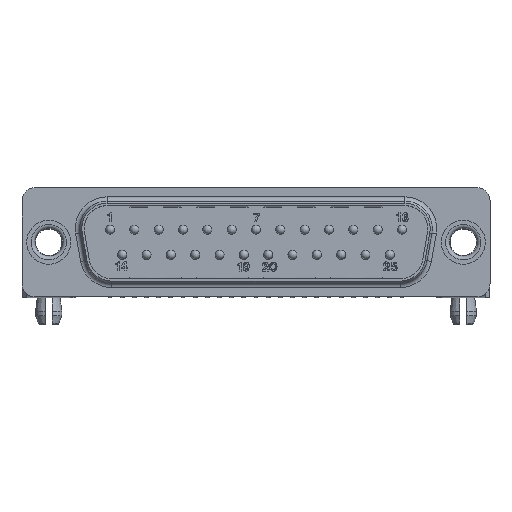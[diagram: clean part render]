
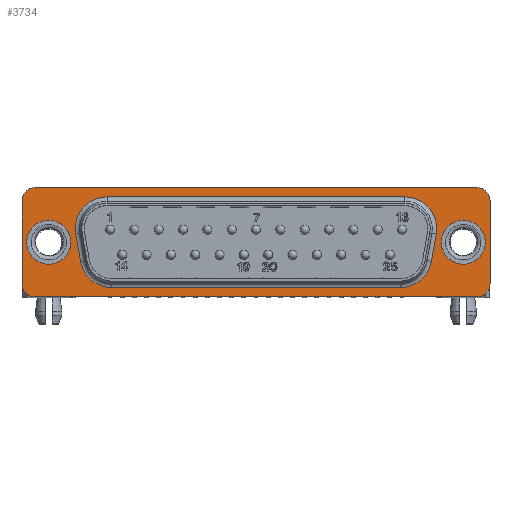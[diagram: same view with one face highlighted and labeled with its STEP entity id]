
A CAD part, top view. The second image highlights one B-rep face of the part: STEP entity #3734.
In plain terms, the highlighted face is planar.
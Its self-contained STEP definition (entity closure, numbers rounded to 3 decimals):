
#3734 = ADVANCED_FACE( '', ( #7545, #7546, #7547, #7548 ), #7549, .F. );
#7545 = FACE_OUTER_BOUND( '', #11362, .T. );
#7546 = FACE_BOUND( '', #11363, .T. );
#7547 = FACE_BOUND( '', #11364, .T. );
#7548 = FACE_BOUND( '', #11365, .T. );
#7549 = PLANE( '', #11366 );
#11362 = EDGE_LOOP( '', ( #21849, #21850, #21851, #21852, #21853, #21854, #21855, #21856 ) );
#11363 = EDGE_LOOP( '', ( #21857 ) );
#11364 = EDGE_LOOP( '', ( #21858 ) );
#11365 = EDGE_LOOP( '', ( #21859, #21860, #21861, #21862, #21863, #21864, #21865, #21866 ) );
#11366 = AXIS2_PLACEMENT_3D( '', #21867, #21868, #21869 );
#21849 = ORIENTED_EDGE( '', *, *, #22968, .F. );
#21850 = ORIENTED_EDGE( '', *, *, #25626, .F. );
#21851 = ORIENTED_EDGE( '', *, *, #24908, .F. );
#21852 = ORIENTED_EDGE( '', *, *, #23627, .F. );
#21853 = ORIENTED_EDGE( '', *, *, #23606, .F. );
#21854 = ORIENTED_EDGE( '', *, *, #23278, .F. );
#21855 = ORIENTED_EDGE( '', *, *, #25937, .F. );
#21856 = ORIENTED_EDGE( '', *, *, #22779, .F. );
#21857 = ORIENTED_EDGE( '', *, *, #23181, .T. );
#21858 = ORIENTED_EDGE( '', *, *, #23779, .T. );
#21859 = ORIENTED_EDGE( '', *, *, #25873, .F. );
#21860 = ORIENTED_EDGE( '', *, *, #26411, .F. );
#21861 = ORIENTED_EDGE( '', *, *, #24001, .F. );
#21862 = ORIENTED_EDGE( '', *, *, #24138, .F. );
#21863 = ORIENTED_EDGE( '', *, *, #23326, .F. );
#21864 = ORIENTED_EDGE( '', *, *, #25545, .F. );
#21865 = ORIENTED_EDGE( '', *, *, #24591, .F. );
#21866 = ORIENTED_EDGE( '', *, *, #22705, .F. );
#21867 = CARTESIAN_POINT( '', ( 13.54, 0.021, -0.5 ) );
#21868 = DIRECTION( '', ( 0., 0., 1. ) );
#21869 = DIRECTION( '', ( 1., 0., 0. ) );
#22705 = EDGE_CURVE( '', #26773, #26768, #26775, .T. );
#22779 = EDGE_CURVE( '', #26906, #26909, #26910, .T. );
#22968 = EDGE_CURVE( '', #27239, #26906, #27240, .T. );
#23181 = EDGE_CURVE( '', #27622, #27622, #27623, .T. );
#23278 = EDGE_CURVE( '', #27782, #27778, #27784, .T. );
#23326 = EDGE_CURVE( '', #27865, #27862, #27867, .T. );
#23606 = EDGE_CURVE( '', #27778, #28337, #28338, .T. );
#23627 = EDGE_CURVE( '', #28337, #28369, #28372, .T. );
#23779 = EDGE_CURVE( '', #28616, #28616, #28617, .T. );
#24001 = EDGE_CURVE( '', #28988, #28990, #28991, .T. );
#24138 = EDGE_CURVE( '', #27862, #28988, #29205, .T. );
#24591 = EDGE_CURVE( '', #26768, #29881, #29884, .T. );
#24908 = EDGE_CURVE( '', #28369, #30349, #30350, .T. );
#25545 = EDGE_CURVE( '', #29881, #27865, #31206, .T. );
#25626 = EDGE_CURVE( '', #30349, #27239, #31302, .T. );
#25873 = EDGE_CURVE( '', #31609, #26773, #31611, .T. );
#25937 = EDGE_CURVE( '', #26909, #27782, #31694, .T. );
#26411 = EDGE_CURVE( '', #28990, #31609, #32229, .T. );
#26768 = VERTEX_POINT( '', #32851 );
#26773 = VERTEX_POINT( '', #32856 );
#26775 = CIRCLE( '', #32858, 3.6 );
#26906 = VERTEX_POINT( '', #33058 );
#26909 = VERTEX_POINT( '', #33062 );
#26910 = LINE( '', #33063, #33064 );
#27239 = VERTEX_POINT( '', #33786 );
#27240 = CIRCLE( '', #33787, 1.5 );
#27622 = VERTEX_POINT( '', #34374 );
#27623 = CIRCLE( '', #34375, 2.5 );
#27778 = VERTEX_POINT( '', #34660 );
#27782 = VERTEX_POINT( '', #34666 );
#27784 = LINE( '', #34669, #34670 );
#27862 = VERTEX_POINT( '', #34799 );
#27865 = VERTEX_POINT( '', #34803 );
#27867 = LINE( '', #34805, #34806 );
#28337 = VERTEX_POINT( '', #35660 );
#28338 = CIRCLE( '', #35661, 1.5 );
#28369 = VERTEX_POINT( '', #35771 );
#28372 = LINE( '', #35776, #35777 );
#28616 = VERTEX_POINT( '', #36223 );
#28617 = CIRCLE( '', #36224, 2.5 );
#28988 = VERTEX_POINT( '', #36836 );
#28990 = VERTEX_POINT( '', #36838 );
#28991 = LINE( '', #36839, #36840 );
#29205 = CIRCLE( '', #37340, 3.6 );
#29881 = VERTEX_POINT( '', #38778 );
#29884 = LINE( '', #38782, #38783 );
#30349 = VERTEX_POINT( '', #39700 );
#30350 = CIRCLE( '', #39701, 1.5 );
#31206 = CIRCLE( '', #41354, 3.6 );
#31302 = LINE( '', #41527, #41528 );
#31609 = VERTEX_POINT( '', #42415 );
#31611 = LINE( '', #42417, #42418 );
#31694 = CIRCLE( '', #42616, 1.5 );
#32229 = CIRCLE( '', #43695, 3.6 );
#32851 = CARTESIAN_POINT( '', ( -19.899, -2.175, -0.5 ) );
#32856 = CARTESIAN_POINT( '', ( -16.353, -5.15, -0.5 ) );
#32858 = AXIS2_PLACEMENT_3D( '', #43902, #43903, #43904 );
#33058 = CARTESIAN_POINT( '', ( -26.55, 4.7, -0.5 ) );
#33062 = CARTESIAN_POINT( '', ( -26.55, -4.7, -0.5 ) );
#33063 = CARTESIAN_POINT( '', ( -26.55, 6.2, -0.5 ) );
#33064 = VECTOR( '', #44000, 1000. );
#33786 = CARTESIAN_POINT( '', ( -25.05, 6.2, -0.5 ) );
#33787 = AXIS2_PLACEMENT_3D( '', #44169, #44170, #44171 );
#34374 = CARTESIAN_POINT( '', ( -26.02, 0., -0.5 ) );
#34375 = AXIS2_PLACEMENT_3D( '', #44397, #44398, #44399 );
#34660 = CARTESIAN_POINT( '', ( 25.05, -6.2, -0.5 ) );
#34666 = CARTESIAN_POINT( '', ( -25.05, -6.2, -0.5 ) );
#34669 = CARTESIAN_POINT( '', ( -26.55, -6.2, -0.5 ) );
#34670 = VECTOR( '', #44488, 1000. );
#34799 = CARTESIAN_POINT( '', ( 16.9, 5.15, -0.5 ) );
#34803 = CARTESIAN_POINT( '', ( -16.9, 5.15, -0.5 ) );
#34805 = CARTESIAN_POINT( '', ( 6.77, 5.15, -0.5 ) );
#34806 = VECTOR( '', #44548, 1000. );
#35660 = CARTESIAN_POINT( '', ( 26.55, -4.7, -0.5 ) );
#35661 = AXIS2_PLACEMENT_3D( '', #44804, #44805, #44806 );
#35771 = CARTESIAN_POINT( '', ( 26.55, 4.7, -0.5 ) );
#35776 = CARTESIAN_POINT( '', ( 26.55, -6.2, -0.5 ) );
#35777 = VECTOR( '', #44821, 1000. );
#36223 = CARTESIAN_POINT( '', ( 21.02, 0., -0.5 ) );
#36224 = AXIS2_PLACEMENT_3D( '', #44980, #44981, #44982 );
#36836 = CARTESIAN_POINT( '', ( 20.445, 0.925, -0.5 ) );
#36838 = CARTESIAN_POINT( '', ( 19.899, -2.175, -0.5 ) );
#36839 = CARTESIAN_POINT( '', ( 19.991, -1.654, -0.5 ) );
#36840 = VECTOR( '', #45208, 1000. );
#37340 = AXIS2_PLACEMENT_3D( '', #45337, #45338, #45339 );
#38778 = CARTESIAN_POINT( '', ( -20.445, 0.925, -0.5 ) );
#38782 = CARTESIAN_POINT( '', ( -19.856, -2.419, -0.5 ) );
#38783 = VECTOR( '', #45780, 1000. );
#39700 = CARTESIAN_POINT( '', ( 25.05, 6.2, -0.5 ) );
#39701 = AXIS2_PLACEMENT_3D( '', #46037, #46038, #46039 );
#41354 = AXIS2_PLACEMENT_3D( '', #46670, #46671, #46672 );
#41527 = CARTESIAN_POINT( '', ( 26.55, 6.2, -0.5 ) );
#41528 = VECTOR( '', #46788, 1000. );
#42415 = CARTESIAN_POINT( '', ( 16.353, -5.15, -0.5 ) );
#42417 = CARTESIAN_POINT( '', ( 6.77, -5.15, -0.5 ) );
#42418 = VECTOR( '', #46980, 1000. );
#42616 = AXIS2_PLACEMENT_3D( '', #47018, #47019, #47020 );
#43695 = AXIS2_PLACEMENT_3D( '', #47331, #47332, #47333 );
#43902 = CARTESIAN_POINT( '', ( -16.353, -1.55, -0.5 ) );
#43903 = DIRECTION( '', ( 0., 0., -1. ) );
#43904 = DIRECTION( '', ( -0.643, -0.766, 0. ) );
#44000 = DIRECTION( '', ( 0., -1., 0. ) );
#44169 = CARTESIAN_POINT( '', ( -25.05, 4.7, -0.5 ) );
#44170 = DIRECTION( '', ( 0., 0., 1. ) );
#44171 = DIRECTION( '', ( -0.707, 0.707, 0. ) );
#44397 = CARTESIAN_POINT( '', ( -23.52, 0., -0.5 ) );
#44398 = DIRECTION( '', ( 0., 0., 1. ) );
#44399 = DIRECTION( '', ( -1., 0., 0. ) );
#44488 = DIRECTION( '', ( 1., 0., 0. ) );
#44548 = DIRECTION( '', ( 1., 0., 0. ) );
#44804 = CARTESIAN_POINT( '', ( 25.05, -4.7, -0.5 ) );
#44805 = DIRECTION( '', ( 0., 0., 1. ) );
#44806 = DIRECTION( '', ( 0.707, -0.707, 0. ) );
#44821 = DIRECTION( '', ( 0., 1., 0. ) );
#44980 = CARTESIAN_POINT( '', ( 23.52, 0., -0.5 ) );
#44981 = DIRECTION( '', ( 0., 0., 1. ) );
#44982 = DIRECTION( '', ( -1., 0., 0. ) );
#45208 = DIRECTION( '', ( -0.174, -0.985, 0. ) );
#45337 = CARTESIAN_POINT( '', ( 16.9, 1.55, -0.5 ) );
#45338 = DIRECTION( '', ( 0., 0., -1. ) );
#45339 = DIRECTION( '', ( 0.766, 0.643, 0. ) );
#45780 = DIRECTION( '', ( -0.174, 0.985, 0. ) );
#46037 = CARTESIAN_POINT( '', ( 25.05, 4.7, -0.5 ) );
#46038 = DIRECTION( '', ( 0., 0., 1. ) );
#46039 = DIRECTION( '', ( 0.707, 0.707, 0. ) );
#46670 = CARTESIAN_POINT( '', ( -16.9, 1.55, -0.5 ) );
#46671 = DIRECTION( '', ( 0., 0., -1. ) );
#46672 = DIRECTION( '', ( -0.766, 0.643, 0. ) );
#46788 = DIRECTION( '', ( -1., 0., 0. ) );
#46980 = DIRECTION( '', ( -1., 0., 0. ) );
#47018 = CARTESIAN_POINT( '', ( -25.05, -4.7, -0.5 ) );
#47019 = DIRECTION( '', ( 0., 0., 1. ) );
#47020 = DIRECTION( '', ( -0.707, -0.707, 0. ) );
#47331 = CARTESIAN_POINT( '', ( 16.353, -1.55, -0.5 ) );
#47332 = DIRECTION( '', ( 0., 0., -1. ) );
#47333 = DIRECTION( '', ( 0.643, -0.766, 0. ) );
